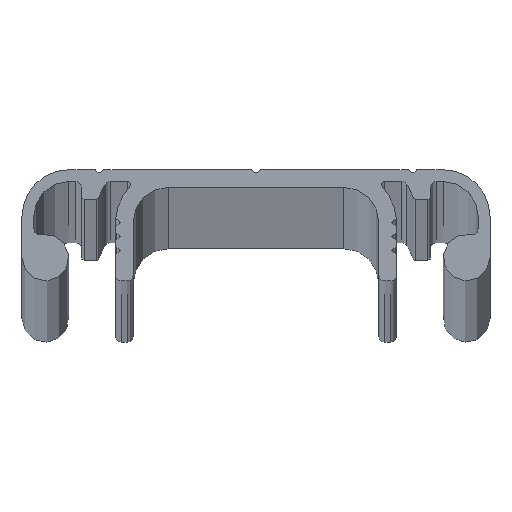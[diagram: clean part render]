
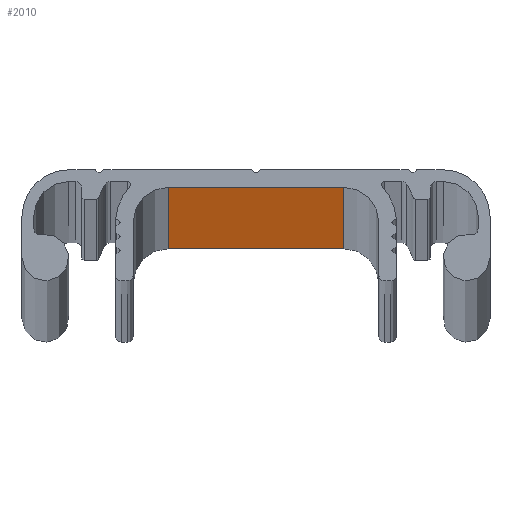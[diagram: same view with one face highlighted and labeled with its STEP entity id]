
A CAD part, top view. The second image highlights one B-rep face of the part: STEP entity #2010.
In plain terms, the highlighted planar face has unit normal (0, -1, 0).
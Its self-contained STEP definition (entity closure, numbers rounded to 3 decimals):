
#59=PLANE('',#2245);
#161=FACE_OUTER_BOUND('',#263,.T.);
#263=EDGE_LOOP('',(#1652,#1653,#1654,#1655));
#279=LINE('',#2927,#469);
#453=LINE('',#3460,#643);
#454=LINE('',#3463,#644);
#455=LINE('',#3464,#645);
#469=VECTOR('',#2305,1000.);
#643=VECTOR('',#2853,1000.);
#644=VECTOR('',#2858,1000.);
#645=VECTOR('',#2859,1000.);
#780=VERTEX_POINT('',#2920);
#783=VERTEX_POINT('',#2925);
#954=VERTEX_POINT('',#3457);
#955=VERTEX_POINT('',#3459);
#983=EDGE_CURVE('',#783,#780,#279,.T.);
#1252=EDGE_CURVE('',#955,#954,#453,.T.);
#1254=EDGE_CURVE('',#780,#954,#454,.T.);
#1255=EDGE_CURVE('',#783,#955,#455,.T.);
#1652=ORIENTED_EDGE('',*,*,#1254,.F.);
#1653=ORIENTED_EDGE('',*,*,#983,.F.);
#1654=ORIENTED_EDGE('',*,*,#1255,.T.);
#1655=ORIENTED_EDGE('',*,*,#1252,.T.);
#2010=ADVANCED_FACE('',(#161),#59,.T.);
#2245=AXIS2_PLACEMENT_3D('',#3462,#2856,#2857);
#2305=DIRECTION('',(0.,0.,1.));
#2853=DIRECTION('',(0.,0.,1.));
#2856=DIRECTION('center_axis',(0.,-1.,0.));
#2857=DIRECTION('ref_axis',(0.,0.,-1.));
#2858=DIRECTION('',(1.,0.,0.));
#2859=DIRECTION('',(1.,0.,0.));
#2920=CARTESIAN_POINT('',(-7.5,-1.5,0.));
#2925=CARTESIAN_POINT('',(-7.5,-1.5,-3000.));
#2927=CARTESIAN_POINT('',(-7.5,-1.5,-3000.));
#3457=CARTESIAN_POINT('',(7.5,-1.5,0.));
#3459=CARTESIAN_POINT('',(7.5,-1.5,-3000.));
#3460=CARTESIAN_POINT('',(7.5,-1.5,-3000.));
#3462=CARTESIAN_POINT('Origin',(-7.5,-1.5,-3000.));
#3463=CARTESIAN_POINT('',(-7.5,-1.5,0.));
#3464=CARTESIAN_POINT('',(-7.5,-1.5,-3000.));
